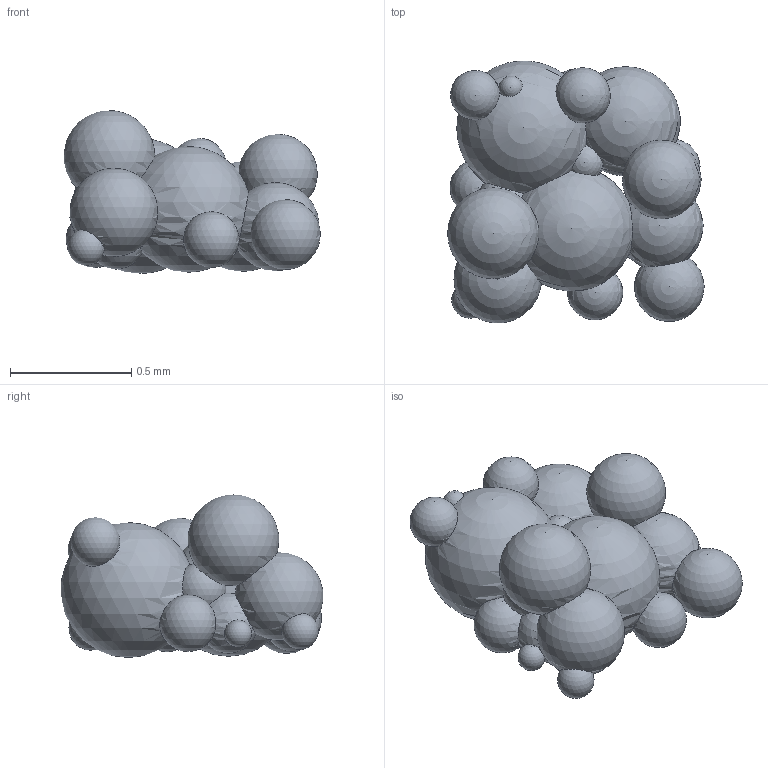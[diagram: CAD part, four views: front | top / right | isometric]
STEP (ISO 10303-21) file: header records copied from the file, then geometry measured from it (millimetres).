
FILE_DESCRIPTION(('FreeCAD Model'),'2;1');
FILE_NAME('bubble.stp','2020-11-10T13:47:42',( 'FreeCAD'),('FreeCAD'),'Open CASCADE STEP processor 7.4','FreeCAD', 'Unknown');
FILE_SCHEMA(('AUTOMOTIVE_DESIGN { 1 0 10303 214 1 1 1 1 }'));
Length unit declared in the file: millimetre
Products named in the file (1): Open CASCADE STEP translator 7.4 1
Bounding box: 1.06 x 1.08 x 0.67 mm (x, y, z)
Volume: 0.2 mm3; surface area: 7.6 mm2
Topology: 1 solids, 21 shells, 116 faces, 305 edges, 221 vertices
Faces by surface type: sphere 116
Entity records: 18112 total; most frequent: CARTESIAN_POINT 13583, DIRECTION 786, ORIENTED_EDGE 444, PCURVE 444, DEFINITIONAL_REPRESENTATION 444, AXIS2_PLACEMENT_3D 339, B_SPLINE_CURVE_WITH_KNOTS 336, EDGE_CURVE 222
